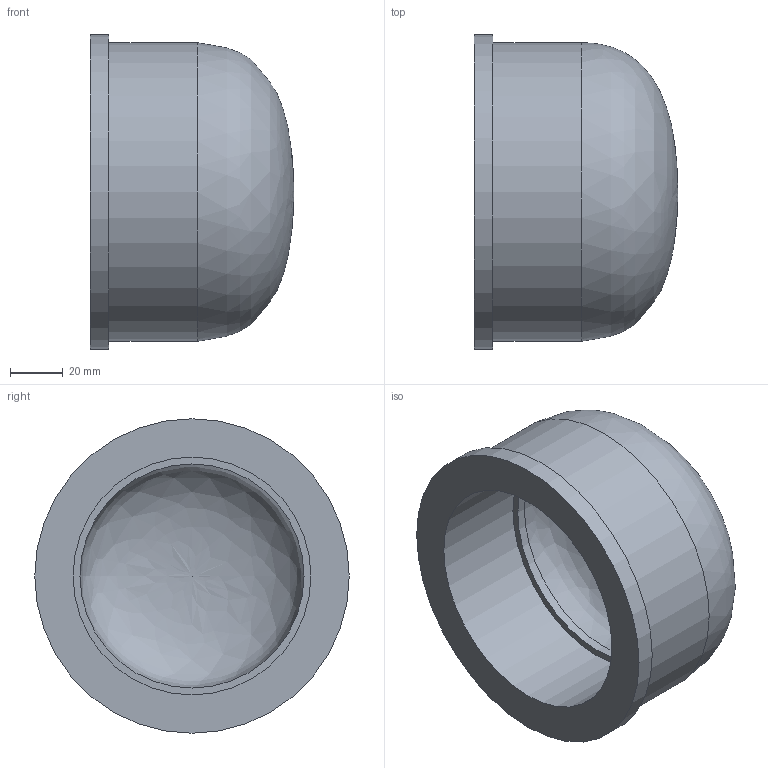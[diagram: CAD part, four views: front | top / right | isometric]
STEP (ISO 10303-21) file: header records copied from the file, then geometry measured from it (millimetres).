
FILE_DESCRIPTION(/* description */ ('PE100 End Cap for socket welding, Ø90, PN16'),/* implementation_level */ '2;1');
FILE_NAME(/* name */ 'CIE-RC-090',/* time_stamp */ '2023-01-10T10:01:39+01:00',/* author */ ('COAB Solutions'),/* organization */ ('GPA Flowsystem'),/* preprocessor_version */ 'www.coabsolutions.com - creating and organizing all your 3D drawings',/* originating_system */ 'Autodesk Inventor 2021',/* authorisation */ '');
FILE_SCHEMA (('AUTOMOTIVE_DESIGN { 1 0 10303 214 3 1 1 }'));
Length unit declared in the file: millimetre
Products named in the file (1): CIE-RC-090
Bounding box: 77 x 119 x 119 mm (x, y, z)
Volume: 334207.4 mm3; surface area: 57398.1 mm2
Topology: 1 solids, 1 shells, 9 faces, 18 edges, 12 vertices
Faces by surface type: cylinder 4, plane 3, bspline 2
Full cylindrical faces by diameter (mm): 84.8 x1, 90 x1, 113 x1, 119 x1
Entity records: 317 total; most frequent: CARTESIAN_POINT 94, DIRECTION 40, ORIENTED_EDGE 32, AXIS2_PLACEMENT_3D 18, EDGE_CURVE 16, EDGE_LOOP 12, VERTEX_POINT 12, CIRCLE 10
